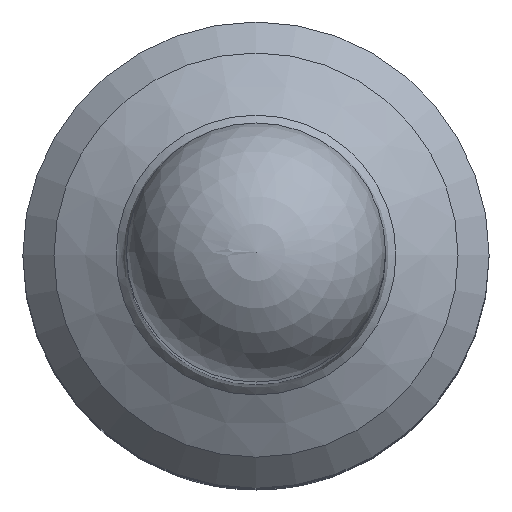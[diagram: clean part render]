
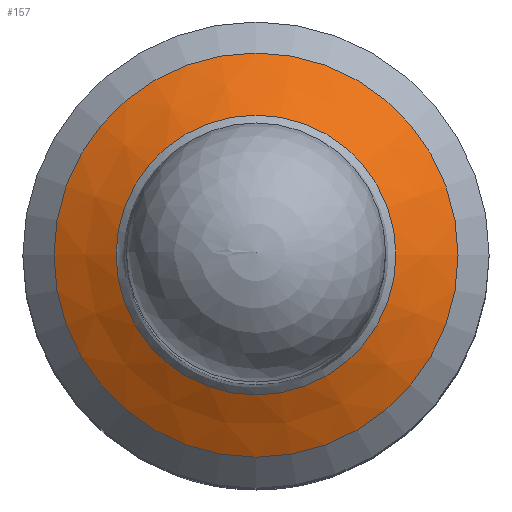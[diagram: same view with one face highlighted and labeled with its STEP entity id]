
A CAD part, top view. The second image highlights one B-rep face of the part: STEP entity #157.
In plain terms, the highlighted conical face has half-angle 60 degrees and reference radius 1.35 mm.
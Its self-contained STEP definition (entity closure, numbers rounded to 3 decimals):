
#70=CONICAL_SURFACE('',#435,1.35,60.);
#87=CIRCLE('',#433,1.35);
#88=CIRCLE('',#434,1.95);
#115=FACE_BOUND('',#205,.T.);
#116=FACE_BOUND('',#206,.T.);
#157=ADVANCED_FACE('',(#115,#116),#70,.T.);
#205=EDGE_LOOP('',(#280));
#206=EDGE_LOOP('',(#281));
#280=ORIENTED_EDGE('',*,*,#370,.F.);
#281=ORIENTED_EDGE('',*,*,#369,.T.);
#335=VERTEX_POINT('',#716);
#336=VERTEX_POINT('',#739);
#369=EDGE_CURVE('',#335,#335,#87,.T.);
#370=EDGE_CURVE('',#336,#336,#88,.T.);
#433=AXIS2_PLACEMENT_3D('',#715,#500,#501);
#434=AXIS2_PLACEMENT_3D('',#738,#502,#503);
#435=AXIS2_PLACEMENT_3D('',#740,#504,#505);
#500=DIRECTION('',(0.,0.,-1.));
#501=DIRECTION('',(-1.,0.,0.));
#502=DIRECTION('',(0.,0.,-1.));
#503=DIRECTION('',(-1.,0.,0.));
#504=DIRECTION('',(0.,0.,-1.));
#505=DIRECTION('',(-1.,0.,0.));
#715=CARTESIAN_POINT('',(0.,0.,9.842));
#716=CARTESIAN_POINT('',(-1.35,0.,9.842));
#738=CARTESIAN_POINT('',(0.,0.,9.496));
#739=CARTESIAN_POINT('',(-1.95,0.,9.496));
#740=CARTESIAN_POINT('',(0.,0.,9.842));
